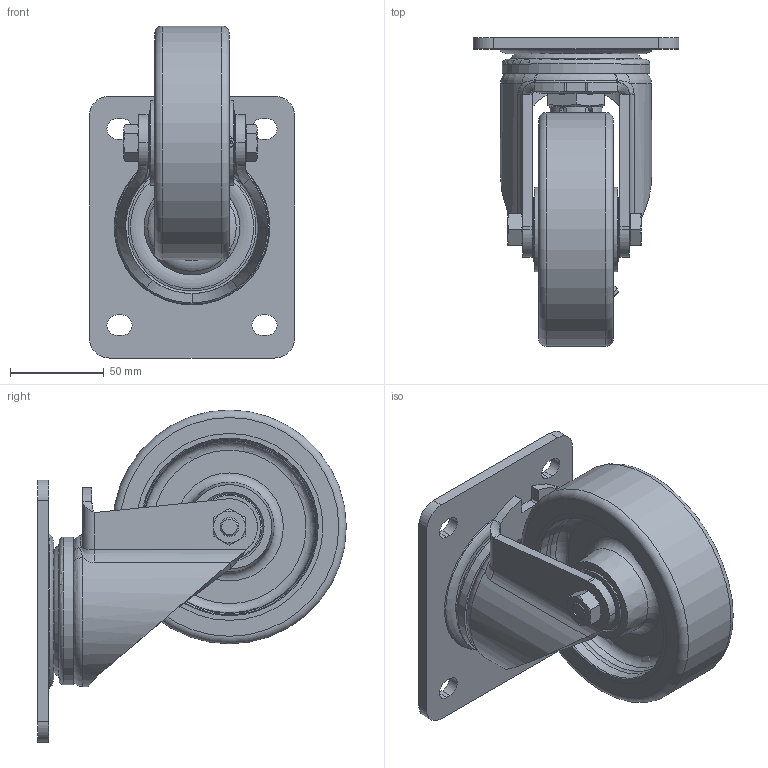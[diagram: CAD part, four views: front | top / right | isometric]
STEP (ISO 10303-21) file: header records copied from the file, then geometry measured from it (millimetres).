
FILE_DESCRIPTION(/* description */ (''),/* implementation_level */ '2;1');
FILE_NAME(/* name */ '14026_KriTec_Schwerlast_Lenkrolle_D125.stp',/* time_stamp */ '2014-08-11T14:33:32+02:00',/* author */ ('kostic'),/* organization */ (''),/* preprocessor_version */ 'ST-DEVELOPER v15.2',/* originating_system */ 'Autodesk Inventor 2014',/* authorisation */ '');
FILE_SCHEMA (('AUTOMOTIVE_DESIGN { 1 0 10303 214 3 1 1 }'));
Length unit declared in the file: millimetre
Products named in the file (6): GH-LH_125-3_G15; AM_LH_10x57x5_K_BB1; GTH_125_15K_G15; Rollenmantel; GTH_G15_GTH_125_15K_266197; 14026_KriTec_Schwerlast_Lenkrolle_D125
Bounding box: 110 x 165 x 177.5 mm (x, y, z)
Volume: 581594.8 mm3; surface area: 156186.8 mm2
Topology: 4 solids, 4 shells, 596 faces, 1531 edges, 993 vertices
Faces by surface type: plane 273, bspline 147, cylinder 85, cone 49, torus 40, sphere 2
Full cylindrical faces by diameter (mm): 10 x3, 13 x1, 15 x3, 16 x1, 17 x1, 20 x2, 35 x3, 60.493 x1, 76 x1, 79 x1, 94 x2, 100 x2, 125 x1
Entity records: 27942 total; most frequent: CARTESIAN_POINT 14935, ORIENTED_EDGE 2832, DIRECTION 2168, EDGE_CURVE 1416, VERTEX_POINT 958, LINE 754, VECTOR 754, EDGE_LOOP 738
